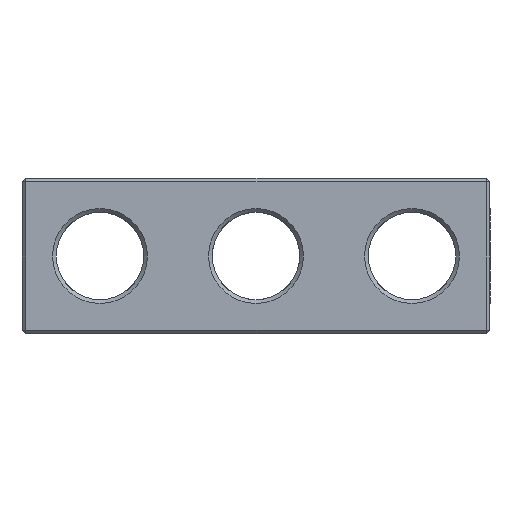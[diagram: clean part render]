
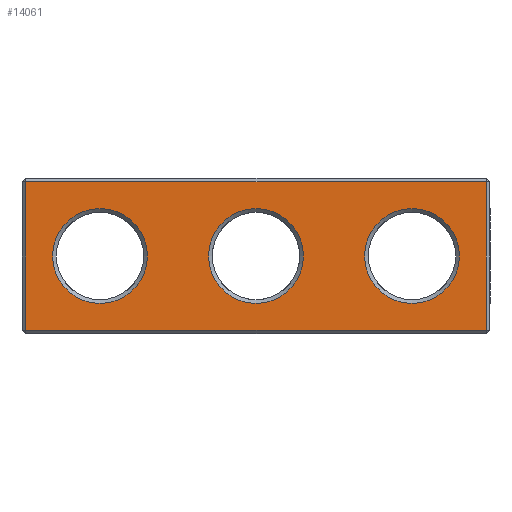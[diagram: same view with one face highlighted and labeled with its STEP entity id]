
A CAD part, front view. The second image highlights one B-rep face of the part: STEP entity #14061.
In plain terms, the highlighted planar face has unit normal (0, -1, 0).
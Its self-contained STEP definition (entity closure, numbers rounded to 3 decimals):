
#1473 = PLANE('',#1474);
#1474 = AXIS2_PLACEMENT_3D('',#1475,#1476,#1477);
#1475 = CARTESIAN_POINT('',(-18.75,-6.1,0.15));
#1476 = DIRECTION('',(0.,0.707,0.707));
#1477 = DIRECTION('',(1.,0.,0.));
#2039 = PLANE('',#2040);
#2040 = AXIS2_PLACEMENT_3D('',#2041,#2042,#2043);
#2041 = CARTESIAN_POINT('',(-18.75,-6.1,12.35));
#2042 = DIRECTION('',(0.,-0.707,0.707));
#2043 = DIRECTION('',(1.,0.,0.));
#5054 = PLANE('',#5055);
#5055 = AXIS2_PLACEMENT_3D('',#5056,#5057,#5058);
#5056 = CARTESIAN_POINT('',(-18.6,-6.1,0.));
#5057 = DIRECTION('',(-0.707,-0.707,0.));
#5058 = DIRECTION('',(0.,0.,1.));
#5416 = VERTEX_POINT('',#5417);
#5417 = CARTESIAN_POINT('',(-18.45,-6.25,0.3));
#5443 = EDGE_CURVE('',#5416,#5444,#5446,.T.);
#5444 = VERTEX_POINT('',#5445);
#5445 = CARTESIAN_POINT('',(18.45,-6.25,0.3));
#5446 = SURFACE_CURVE('',#5447,(#5451,#5458),.PCURVE_S1.);
#5447 = LINE('',#5448,#5449);
#5448 = CARTESIAN_POINT('',(-18.75,-6.25,0.3));
#5449 = VECTOR('',#5450,1.);
#5450 = DIRECTION('',(1.,0.,0.));
#5451 = PCURVE('',#1473,#5452);
#5452 = DEFINITIONAL_REPRESENTATION('',(#5453),#5457);
#5453 = LINE('',#5454,#5455);
#5454 = CARTESIAN_POINT('',(0.,-0.212));
#5455 = VECTOR('',#5456,1.);
#5456 = DIRECTION('',(1.,0.));
#5457 = ( GEOMETRIC_REPRESENTATION_CONTEXT(2) 
PARAMETRIC_REPRESENTATION_CONTEXT() REPRESENTATION_CONTEXT('2D SPACE',''
  ) );
#5458 = PCURVE('',#5459,#5464);
#5459 = PLANE('',#5460);
#5460 = AXIS2_PLACEMENT_3D('',#5461,#5462,#5463);
#5461 = CARTESIAN_POINT('',(-18.75,-6.25,0.));
#5462 = DIRECTION('',(0.,1.,0.));
#5463 = DIRECTION('',(1.,0.,0.));
#5464 = DEFINITIONAL_REPRESENTATION('',(#5465),#5469);
#5465 = LINE('',#5466,#5467);
#5466 = CARTESIAN_POINT('',(0.,-0.3));
#5467 = VECTOR('',#5468,1.);
#5468 = DIRECTION('',(1.,0.));
#5469 = ( GEOMETRIC_REPRESENTATION_CONTEXT(2) 
PARAMETRIC_REPRESENTATION_CONTEXT() REPRESENTATION_CONTEXT('2D SPACE',''
  ) );
#6413 = VERTEX_POINT('',#6414);
#6414 = CARTESIAN_POINT('',(-18.45,-6.25,12.2));
#6440 = EDGE_CURVE('',#6413,#6441,#6443,.T.);
#6441 = VERTEX_POINT('',#6442);
#6442 = CARTESIAN_POINT('',(18.45,-6.25,12.2));
#6443 = SURFACE_CURVE('',#6444,(#6448,#6455),.PCURVE_S1.);
#6444 = LINE('',#6445,#6446);
#6445 = CARTESIAN_POINT('',(-18.75,-6.25,12.2));
#6446 = VECTOR('',#6447,1.);
#6447 = DIRECTION('',(1.,0.,0.));
#6448 = PCURVE('',#2039,#6449);
#6449 = DEFINITIONAL_REPRESENTATION('',(#6450),#6454);
#6450 = LINE('',#6451,#6452);
#6451 = CARTESIAN_POINT('',(0.,-0.212));
#6452 = VECTOR('',#6453,1.);
#6453 = DIRECTION('',(1.,0.));
#6454 = ( GEOMETRIC_REPRESENTATION_CONTEXT(2) 
PARAMETRIC_REPRESENTATION_CONTEXT() REPRESENTATION_CONTEXT('2D SPACE',''
  ) );
#6455 = PCURVE('',#5459,#6456);
#6456 = DEFINITIONAL_REPRESENTATION('',(#6457),#6461);
#6457 = LINE('',#6458,#6459);
#6458 = CARTESIAN_POINT('',(0.,-12.2));
#6459 = VECTOR('',#6460,1.);
#6460 = DIRECTION('',(1.,0.));
#6461 = ( GEOMETRIC_REPRESENTATION_CONTEXT(2) 
PARAMETRIC_REPRESENTATION_CONTEXT() REPRESENTATION_CONTEXT('2D SPACE',''
  ) );
#13027 = EDGE_CURVE('',#5416,#6413,#13028,.T.);
#13028 = SURFACE_CURVE('',#13029,(#13033,#13040),.PCURVE_S1.);
#13029 = LINE('',#13030,#13031);
#13030 = CARTESIAN_POINT('',(-18.45,-6.25,0.));
#13031 = VECTOR('',#13032,1.);
#13032 = DIRECTION('',(0.,0.,1.));
#13033 = PCURVE('',#5054,#13034);
#13034 = DEFINITIONAL_REPRESENTATION('',(#13035),#13039);
#13035 = LINE('',#13036,#13037);
#13036 = CARTESIAN_POINT('',(0.,-0.212));
#13037 = VECTOR('',#13038,1.);
#13038 = DIRECTION('',(1.,0.));
#13039 = ( GEOMETRIC_REPRESENTATION_CONTEXT(2) 
PARAMETRIC_REPRESENTATION_CONTEXT() REPRESENTATION_CONTEXT('2D SPACE',''
  ) );
#13040 = PCURVE('',#5459,#13041);
#13041 = DEFINITIONAL_REPRESENTATION('',(#13042),#13046);
#13042 = LINE('',#13043,#13044);
#13043 = CARTESIAN_POINT('',(0.3,0.));
#13044 = VECTOR('',#13045,1.);
#13045 = DIRECTION('',(0.,-1.));
#13046 = ( GEOMETRIC_REPRESENTATION_CONTEXT(2) 
PARAMETRIC_REPRESENTATION_CONTEXT() REPRESENTATION_CONTEXT('2D SPACE',''
  ) );
#14061 = ADVANCED_FACE('',(#14062,#14093,#14124,#14155),#5459,.F.);
#14062 = FACE_BOUND('',#14063,.F.);
#14063 = EDGE_LOOP('',(#14064,#14065,#14066,#14092));
#14064 = ORIENTED_EDGE('',*,*,#13027,.T.);
#14065 = ORIENTED_EDGE('',*,*,#6440,.T.);
#14066 = ORIENTED_EDGE('',*,*,#14067,.F.);
#14067 = EDGE_CURVE('',#5444,#6441,#14068,.T.);
#14068 = SURFACE_CURVE('',#14069,(#14073,#14080),.PCURVE_S1.);
#14069 = LINE('',#14070,#14071);
#14070 = CARTESIAN_POINT('',(18.45,-6.25,0.));
#14071 = VECTOR('',#14072,1.);
#14072 = DIRECTION('',(0.,0.,1.));
#14073 = PCURVE('',#5459,#14074);
#14074 = DEFINITIONAL_REPRESENTATION('',(#14075),#14079);
#14075 = LINE('',#14076,#14077);
#14076 = CARTESIAN_POINT('',(37.2,0.));
#14077 = VECTOR('',#14078,1.);
#14078 = DIRECTION('',(0.,-1.));
#14079 = ( GEOMETRIC_REPRESENTATION_CONTEXT(2) 
PARAMETRIC_REPRESENTATION_CONTEXT() REPRESENTATION_CONTEXT('2D SPACE',''
  ) );
#14080 = PCURVE('',#14081,#14086);
#14081 = PLANE('',#14082);
#14082 = AXIS2_PLACEMENT_3D('',#14083,#14084,#14085);
#14083 = CARTESIAN_POINT('',(18.6,-6.1,0.));
#14084 = DIRECTION('',(0.707,-0.707,0.));
#14085 = DIRECTION('',(0.,0.,1.));
#14086 = DEFINITIONAL_REPRESENTATION('',(#14087),#14091);
#14087 = LINE('',#14088,#14089);
#14088 = CARTESIAN_POINT('',(0.,0.212));
#14089 = VECTOR('',#14090,1.);
#14090 = DIRECTION('',(1.,0.));
#14091 = ( GEOMETRIC_REPRESENTATION_CONTEXT(2) 
PARAMETRIC_REPRESENTATION_CONTEXT() REPRESENTATION_CONTEXT('2D SPACE',''
  ) );
#14092 = ORIENTED_EDGE('',*,*,#5443,.F.);
#14093 = FACE_BOUND('',#14094,.F.);
#14094 = EDGE_LOOP('',(#14095));
#14095 = ORIENTED_EDGE('',*,*,#14096,.F.);
#14096 = EDGE_CURVE('',#14097,#14097,#14099,.T.);
#14097 = VERTEX_POINT('',#14098);
#14098 = CARTESIAN_POINT('',(0.,-6.25,2.45));
#14099 = SURFACE_CURVE('',#14100,(#14105,#14112),.PCURVE_S1.);
#14100 = CIRCLE('',#14101,3.8);
#14101 = AXIS2_PLACEMENT_3D('',#14102,#14103,#14104);
#14102 = CARTESIAN_POINT('',(0.,-6.25,6.25));
#14103 = DIRECTION('',(0.,1.,0.));
#14104 = DIRECTION('',(0.,0.,-1.));
#14105 = PCURVE('',#5459,#14106);
#14106 = DEFINITIONAL_REPRESENTATION('',(#14107),#14111);
#14107 = CIRCLE('',#14108,3.8);
#14108 = AXIS2_PLACEMENT_2D('',#14109,#14110);
#14109 = CARTESIAN_POINT('',(18.75,-6.25));
#14110 = DIRECTION('',(0.,1.));
#14111 = ( GEOMETRIC_REPRESENTATION_CONTEXT(2) 
PARAMETRIC_REPRESENTATION_CONTEXT() REPRESENTATION_CONTEXT('2D SPACE',''
  ) );
#14112 = PCURVE('',#14113,#14118);
#14113 = CONICAL_SURFACE('',#14114,3.8,0.785);
#14114 = AXIS2_PLACEMENT_3D('',#14115,#14116,#14117);
#14115 = CARTESIAN_POINT('',(0.,-6.25,6.25));
#14116 = DIRECTION('',(0.,-1.,0.));
#14117 = DIRECTION('',(0.,0.,-1.));
#14118 = DEFINITIONAL_REPRESENTATION('',(#14119),#14123);
#14119 = LINE('',#14120,#14121);
#14120 = CARTESIAN_POINT('',(-0.,-0.));
#14121 = VECTOR('',#14122,1.);
#14122 = DIRECTION('',(-1.,-0.));
#14123 = ( GEOMETRIC_REPRESENTATION_CONTEXT(2) 
PARAMETRIC_REPRESENTATION_CONTEXT() REPRESENTATION_CONTEXT('2D SPACE',''
  ) );
#14124 = FACE_BOUND('',#14125,.F.);
#14125 = EDGE_LOOP('',(#14126));
#14126 = ORIENTED_EDGE('',*,*,#14127,.F.);
#14127 = EDGE_CURVE('',#14128,#14128,#14130,.T.);
#14128 = VERTEX_POINT('',#14129);
#14129 = CARTESIAN_POINT('',(-16.3,-6.25,6.25));
#14130 = SURFACE_CURVE('',#14131,(#14136,#14143),.PCURVE_S1.);
#14131 = CIRCLE('',#14132,3.8);
#14132 = AXIS2_PLACEMENT_3D('',#14133,#14134,#14135);
#14133 = CARTESIAN_POINT('',(-12.5,-6.25,6.25));
#14134 = DIRECTION('',(0.,1.,0.));
#14135 = DIRECTION('',(-1.,0.,0.));
#14136 = PCURVE('',#5459,#14137);
#14137 = DEFINITIONAL_REPRESENTATION('',(#14138),#14142);
#14138 = CIRCLE('',#14139,3.8);
#14139 = AXIS2_PLACEMENT_2D('',#14140,#14141);
#14140 = CARTESIAN_POINT('',(6.25,-6.25));
#14141 = DIRECTION('',(-1.,0.));
#14142 = ( GEOMETRIC_REPRESENTATION_CONTEXT(2) 
PARAMETRIC_REPRESENTATION_CONTEXT() REPRESENTATION_CONTEXT('2D SPACE',''
  ) );
#14143 = PCURVE('',#14144,#14149);
#14144 = CONICAL_SURFACE('',#14145,3.5,0.785);
#14145 = AXIS2_PLACEMENT_3D('',#14146,#14147,#14148);
#14146 = CARTESIAN_POINT('',(-12.5,-5.95,6.25));
#14147 = DIRECTION('',(0.,-1.,0.));
#14148 = DIRECTION('',(-1.,0.,0.));
#14149 = DEFINITIONAL_REPRESENTATION('',(#14150),#14154);
#14150 = LINE('',#14151,#14152);
#14151 = CARTESIAN_POINT('',(-0.,0.3));
#14152 = VECTOR('',#14153,1.);
#14153 = DIRECTION('',(-1.,0.));
#14154 = ( GEOMETRIC_REPRESENTATION_CONTEXT(2) 
PARAMETRIC_REPRESENTATION_CONTEXT() REPRESENTATION_CONTEXT('2D SPACE',''
  ) );
#14155 = FACE_BOUND('',#14156,.F.);
#14156 = EDGE_LOOP('',(#14157));
#14157 = ORIENTED_EDGE('',*,*,#14158,.T.);
#14158 = EDGE_CURVE('',#14159,#14159,#14161,.T.);
#14159 = VERTEX_POINT('',#14160);
#14160 = CARTESIAN_POINT('',(16.3,-6.25,6.25));
#14161 = SURFACE_CURVE('',#14162,(#14167,#14178),.PCURVE_S1.);
#14162 = CIRCLE('',#14163,3.8);
#14163 = AXIS2_PLACEMENT_3D('',#14164,#14165,#14166);
#14164 = CARTESIAN_POINT('',(12.5,-6.25,6.25));
#14165 = DIRECTION('',(0.,-1.,0.));
#14166 = DIRECTION('',(1.,0.,0.));
#14167 = PCURVE('',#5459,#14168);
#14168 = DEFINITIONAL_REPRESENTATION('',(#14169),#14177);
#14169 = ( BOUNDED_CURVE() B_SPLINE_CURVE(2,(#14170,#14171,#14172,#14173
    ,#14174,#14175,#14176),.UNSPECIFIED.,.T.,.F.) 
B_SPLINE_CURVE_WITH_KNOTS((1,2,2,2,2,1),(-2.094,0.,
    2.094,4.189,6.283,8.378),
.UNSPECIFIED.) CURVE() GEOMETRIC_REPRESENTATION_ITEM() 
RATIONAL_B_SPLINE_CURVE((1.,0.5,1.,0.5,1.,0.5,1.)) REPRESENTATION_ITEM(
  '') );
#14170 = CARTESIAN_POINT('',(35.05,-6.25));
#14171 = CARTESIAN_POINT('',(35.05,-12.832));
#14172 = CARTESIAN_POINT('',(29.35,-9.541));
#14173 = CARTESIAN_POINT('',(23.65,-6.25));
#14174 = CARTESIAN_POINT('',(29.35,-2.959));
#14175 = CARTESIAN_POINT('',(35.05,0.332));
#14176 = CARTESIAN_POINT('',(35.05,-6.25));
#14177 = ( GEOMETRIC_REPRESENTATION_CONTEXT(2) 
PARAMETRIC_REPRESENTATION_CONTEXT() REPRESENTATION_CONTEXT('2D SPACE',''
  ) );
#14178 = PCURVE('',#14179,#14184);
#14179 = CONICAL_SURFACE('',#14180,3.5,0.785);
#14180 = AXIS2_PLACEMENT_3D('',#14181,#14182,#14183);
#14181 = CARTESIAN_POINT('',(12.5,-5.95,6.25));
#14182 = DIRECTION('',(0.,-1.,0.));
#14183 = DIRECTION('',(1.,0.,0.));
#14184 = DEFINITIONAL_REPRESENTATION('',(#14185),#14189);
#14185 = LINE('',#14186,#14187);
#14186 = CARTESIAN_POINT('',(0.,0.3));
#14187 = VECTOR('',#14188,1.);
#14188 = DIRECTION('',(1.,0.));
#14189 = ( GEOMETRIC_REPRESENTATION_CONTEXT(2) 
PARAMETRIC_REPRESENTATION_CONTEXT() REPRESENTATION_CONTEXT('2D SPACE',''
  ) );
